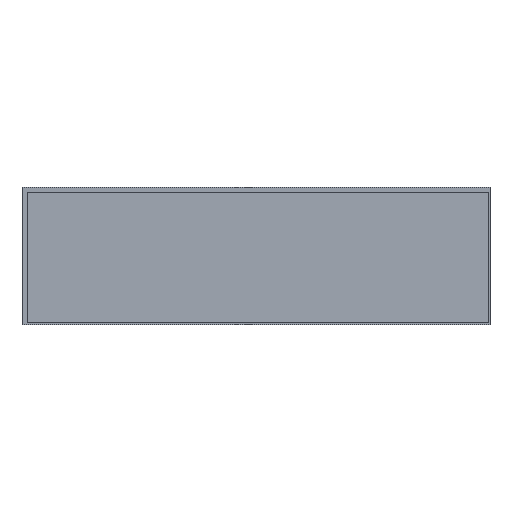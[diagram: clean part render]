
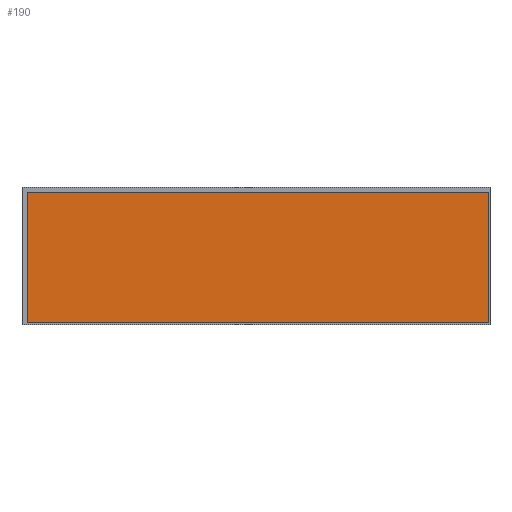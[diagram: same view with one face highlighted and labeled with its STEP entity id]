
A CAD part, top view. The second image highlights one B-rep face of the part: STEP entity #190.
In plain terms, the highlighted planar face has unit normal (0, 0, 1).
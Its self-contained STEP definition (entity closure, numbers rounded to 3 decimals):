
#20=FACE_OUTER_BOUND('',#31,.T.);
#31=EDGE_LOOP('',(#143,#144,#145,#146));
#41=LINE('',#278,#65);
#44=LINE('',#284,#68);
#47=LINE('',#290,#71);
#50=LINE('',#294,#74);
#65=VECTOR('',#228,10.);
#68=VECTOR('',#233,10.);
#71=VECTOR('',#238,10.);
#74=VECTOR('',#243,10.);
#89=VERTEX_POINT('',#275);
#90=VERTEX_POINT('',#277);
#92=VERTEX_POINT('',#283);
#94=VERTEX_POINT('',#289);
#105=EDGE_CURVE('',#90,#89,#41,.T.);
#108=EDGE_CURVE('',#92,#90,#44,.T.);
#111=EDGE_CURVE('',#94,#92,#47,.T.);
#114=EDGE_CURVE('',#89,#94,#50,.T.);
#143=ORIENTED_EDGE('',*,*,#114,.T.);
#144=ORIENTED_EDGE('',*,*,#111,.T.);
#145=ORIENTED_EDGE('',*,*,#108,.T.);
#146=ORIENTED_EDGE('',*,*,#105,.T.);
#179=PLANE('',#215);
#190=ADVANCED_FACE('',(#20),#179,.T.);
#215=AXIS2_PLACEMENT_3D('',#295,#244,#245);
#228=DIRECTION('',(0.,1.,0.));
#233=DIRECTION('',(1.,0.,0.));
#238=DIRECTION('',(0.,-1.,0.));
#243=DIRECTION('',(-1.,0.,0.));
#244=DIRECTION('center_axis',(0.,0.,1.));
#245=DIRECTION('ref_axis',(1.,0.,0.));
#275=CARTESIAN_POINT('',(-22.,79.,4.));
#277=CARTESIAN_POINT('',(-22.,1.,4.));
#278=CARTESIAN_POINT('',(-22.,79.,4.));
#283=CARTESIAN_POINT('',(-298.,1.,4.));
#284=CARTESIAN_POINT('',(-22.,1.,4.));
#289=CARTESIAN_POINT('',(-298.,79.,4.));
#290=CARTESIAN_POINT('',(-298.,1.,4.));
#294=CARTESIAN_POINT('',(-298.,79.,4.));
#295=CARTESIAN_POINT('Origin',(-160.,40.,4.));
